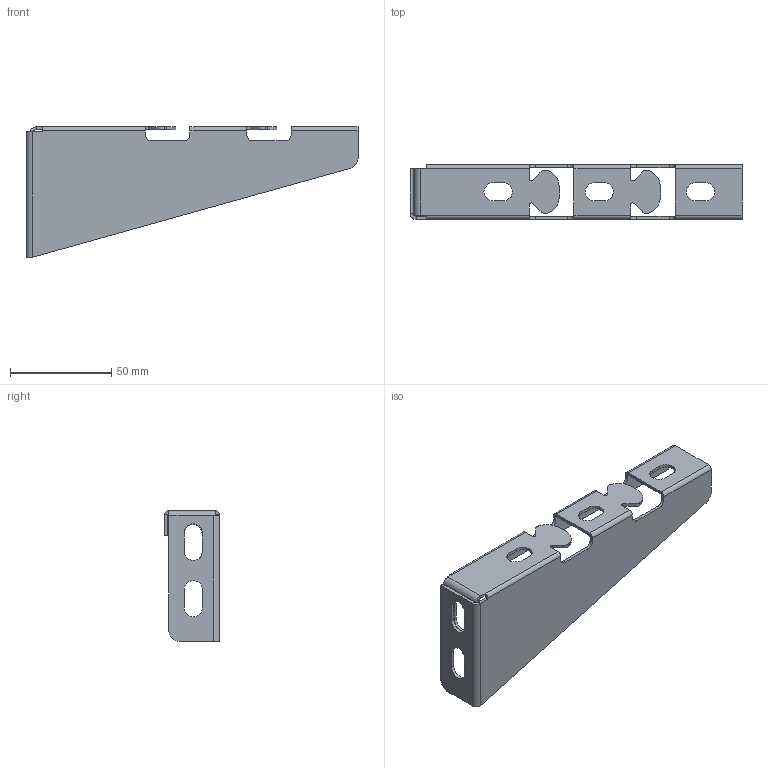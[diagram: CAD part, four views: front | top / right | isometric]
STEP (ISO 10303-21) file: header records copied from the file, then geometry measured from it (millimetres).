
FILE_DESCRIPTION((''),'2;1');
FILE_NAME('902315','2020-03-27T14:25:24',('tomasz.grudniewski'),(''),'CREO PARAMETRIC BY PTC INC, 2019080','CREO PARAMETRIC BY PTC INC, 2019080','');
FILE_SCHEMA(('CONFIG_CONTROL_DESIGN'));
Length unit declared in the file: millimetre
Products named in the file (1): 902315
Bounding box: 164 x 27 x 64.46 mm (x, y, z)
Volume: 18987.8 mm3; surface area: 27028.3 mm2
Topology: 1 solids, 1 shells, 137 faces, 353 edges, 214 vertices
Faces by surface type: plane 84, cylinder 53
Entity records: 4171 total; most frequent: DIRECTION 733, ORIENTED_EDGE 706, CARTESIAN_POINT 704, EDGE_CURVE 353, VECTOR 247, LINE 247, AXIS2_PLACEMENT_3D 243, VERTEX_POINT 214
